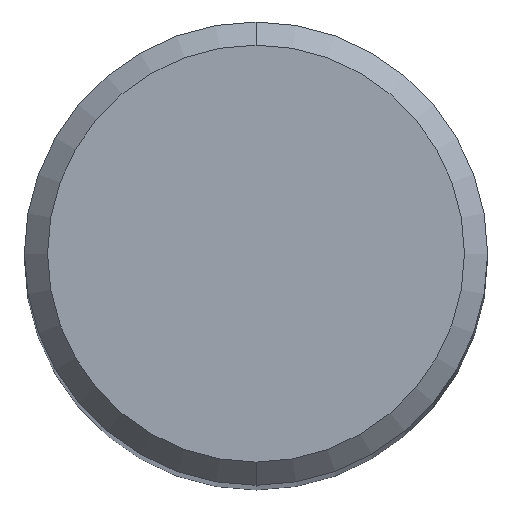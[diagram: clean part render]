
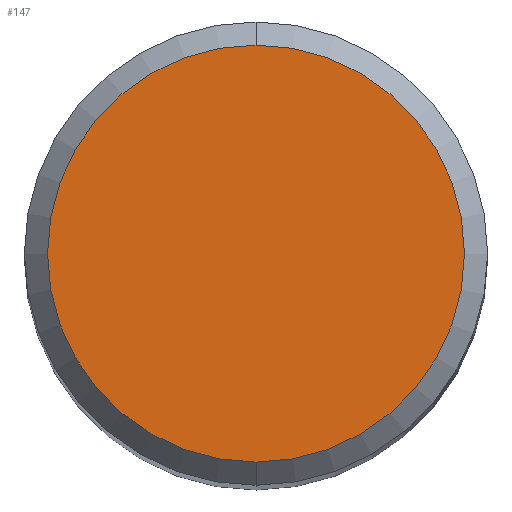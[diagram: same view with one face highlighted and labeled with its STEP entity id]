
A CAD part, top view. The second image highlights one B-rep face of the part: STEP entity #147.
In plain terms, the highlighted planar face has unit normal (0, 0, 1).
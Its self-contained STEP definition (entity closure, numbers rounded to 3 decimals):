
#147=ADVANCED_FACE('',(#302),#303,.T.);
#155=EDGE_CURVE('',#169,#171,#311,.T.);
#169=VERTEX_POINT('',#329);
#171=VERTEX_POINT('',#331);
#225=EDGE_CURVE('',#171,#169,#393,.T.);
#302=FACE_OUTER_BOUND('',#478,.T.);
#303=PLANE('',#479);
#311=CIRCLE('',#491,3.6);
#329=CARTESIAN_POINT('',(0.0,3.6,0.0));
#331=CARTESIAN_POINT('',(0.,-3.6,0.0));
#393=CIRCLE('',#593,3.6);
#478=EDGE_LOOP('',(#655,#656));
#479=AXIS2_PLACEMENT_3D('',#657,#658,#659);
#491=AXIS2_PLACEMENT_3D('',#664,#665,#666);
#593=AXIS2_PLACEMENT_3D('',#784,#785,#786);
#655=ORIENTED_EDGE('',*,*,#155,.F.);
#656=ORIENTED_EDGE('',*,*,#225,.F.);
#657=CARTESIAN_POINT('',(0.0,1.8,0.0));
#658=DIRECTION('',(-0.0,0.0,1.0));
#659=DIRECTION('',(0.0,-1.0,0.0));
#664=CARTESIAN_POINT('',(0.0,0.0,0.0));
#665=DIRECTION('',(0.0,0.0,-1.0));
#666=DIRECTION('',(0.0,1.0,0.0));
#784=CARTESIAN_POINT('',(0.0,0.0,0.0));
#785=DIRECTION('',(0.0,0.0,-1.0));
#786=DIRECTION('',(0.0,1.0,0.0));
